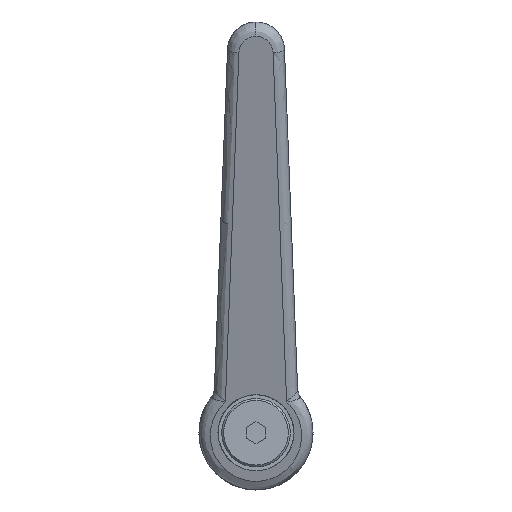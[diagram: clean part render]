
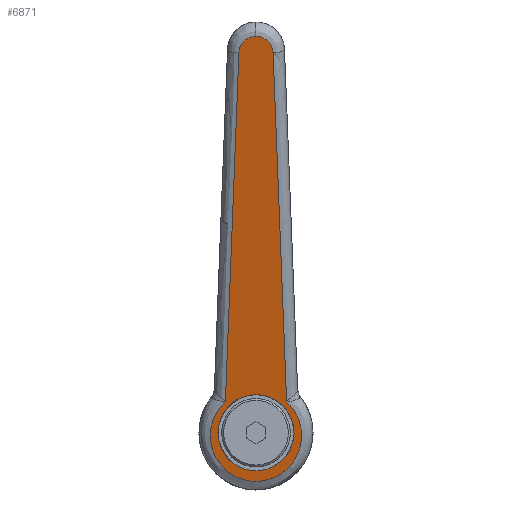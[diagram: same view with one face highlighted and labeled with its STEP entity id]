
A CAD part, top view. The second image highlights one B-rep face of the part: STEP entity #6871.
In plain terms, the highlighted free-form (B-spline) face has degree [1, 1] with [2, 2] control points.
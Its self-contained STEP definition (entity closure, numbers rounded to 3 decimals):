
#1842=CARTESIAN_POINT('',(-0.087,-10.,47.912));
#1843=VERTEX_POINT('',#1842);
#1849=CARTESIAN_POINT('',(10.,0.,50.618));
#1850=VERTEX_POINT('',#1849);
#1851=CARTESIAN_POINT('',(10.,0.,50.618));
#1852=CARTESIAN_POINT('',(10.,-10.,50.618));
#1853=CARTESIAN_POINT('',(0.,-10.0,47.935));
#1854=CARTESIAN_POINT('',(-0.044,-10.0,47.924));
#1855=CARTESIAN_POINT('',(-0.087,-10.,47.912));
#1863=(BOUNDED_CURVE()B_SPLINE_CURVE(2,(#1851,#1852,#1853,#1854,#1855),.UNSPECIFIED.,.F.,.U.)B_SPLINE_CURVE_WITH_KNOTS((3,2,3),(0.5,0.75,0.752),.UNSPECIFIED.)CURVE()GEOMETRIC_REPRESENTATION_ITEM()RATIONAL_B_SPLINE_CURVE((1.0,0.707,1.0,0.998,0.996))REPRESENTATION_ITEM(''));
#1864=EDGE_CURVE('',#1850,#1843,#1863,.T.);
#1866=CARTESIAN_POINT('',(-1.659,9.861,47.49));
#1867=VERTEX_POINT('',#1866);
#1868=CARTESIAN_POINT('',(-1.659,9.861,47.49));
#1869=CARTESIAN_POINT('',(-0.835,10.,47.711));
#1870=CARTESIAN_POINT('',(0.,10.0,47.935));
#1871=CARTESIAN_POINT('',(10.,10.,50.618));
#1872=CARTESIAN_POINT('',(10.,0.,50.618));
#1880=(BOUNDED_CURVE()B_SPLINE_CURVE(2,(#1868,#1869,#1870,#1871,#1872),.UNSPECIFIED.,.F.,.U.)B_SPLINE_CURVE_WITH_KNOTS((3,2,3),(0.221,0.25,0.5),.UNSPECIFIED.)CURVE()GEOMETRIC_REPRESENTATION_ITEM()RATIONAL_B_SPLINE_CURVE((0.941,0.967,1.0,0.707,1.0))REPRESENTATION_ITEM(''));
#1881=EDGE_CURVE('',#1867,#1850,#1880,.T.);
#1929=CARTESIAN_POINT('',(-10.,0.0,45.252));
#1930=VERTEX_POINT('',#1929);
#1931=CARTESIAN_POINT('',(-10.,0.0,45.252));
#1932=CARTESIAN_POINT('',(-10.,8.458,45.252));
#1933=CARTESIAN_POINT('',(-1.659,9.861,47.49));
#1941=(BOUNDED_CURVE()B_SPLINE_CURVE(2,(#1931,#1932,#1933),.UNSPECIFIED.,.F.,.U.)B_SPLINE_CURVE_WITH_KNOTS((3,3),(0.0,0.221),.UNSPECIFIED.)CURVE()GEOMETRIC_REPRESENTATION_ITEM()RATIONAL_B_SPLINE_CURVE((1.0,0.741,0.941))REPRESENTATION_ITEM(''));
#1942=EDGE_CURVE('',#1930,#1867,#1941,.T.);
#1944=CARTESIAN_POINT('',(-0.087,-10.,47.912));
#1945=CARTESIAN_POINT('',(-10.,-9.913,45.252));
#1946=CARTESIAN_POINT('',(-10.,0.0,45.252));
#1954=(BOUNDED_CURVE()B_SPLINE_CURVE(2,(#1944,#1945,#1946),.UNSPECIFIED.,.F.,.U.)B_SPLINE_CURVE_WITH_KNOTS((3,3),(0.752,1.0),.UNSPECIFIED.)CURVE()GEOMETRIC_REPRESENTATION_ITEM()RATIONAL_B_SPLINE_CURVE((0.996,0.709,1.0))REPRESENTATION_ITEM(''));
#1955=EDGE_CURVE('',#1843,#1930,#1954,.T.);
#4457=CARTESIAN_POINT('',(8.124,8.048,50.115));
#4458=VERTEX_POINT('',#4457);
#4989=CARTESIAN_POINT('',(8.124,-8.048,50.115));
#4990=VERTEX_POINT('',#4989);
#6458=CARTESIAN_POINT('',(8.124,8.048,50.115));
#6459=CARTESIAN_POINT('',(2.599,14.159,48.633));
#6460=CARTESIAN_POINT('',(-5.089,11.199,46.57));
#6461=CARTESIAN_POINT('',(-12.777,8.238,44.507));
#6462=CARTESIAN_POINT('',(-12.777,0.,44.507));
#6463=CARTESIAN_POINT('',(-12.777,-8.238,44.507));
#6464=CARTESIAN_POINT('',(-5.089,-11.199,46.57));
#6465=CARTESIAN_POINT('',(2.599,-14.159,48.633));
#6466=CARTESIAN_POINT('',(8.124,-8.048,50.115));
#6474=(BOUNDED_CURVE()B_SPLINE_CURVE(2,(#6458,#6459,#6460,#6461,#6462,#6463,#6464,#6465,#6466),.UNSPECIFIED.,.F.,.U.)B_SPLINE_CURVE_WITH_KNOTS((3,2,2,2,3),(0.0,0.25,0.5,0.75,1.0),.UNSPECIFIED.)CURVE()GEOMETRIC_REPRESENTATION_ITEM()RATIONAL_B_SPLINE_CURVE((1.0,0.824,1.0,0.824,1.0,0.824,1.0,0.824,1.0))REPRESENTATION_ITEM(''));
#6475=EDGE_CURVE('',#4458,#4990,#6474,.T.);
#6502=CARTESIAN_POINT('',(99.897,4.497,74.737));
#6503=VERTEX_POINT('',#6502);
#6504=CARTESIAN_POINT('',(99.897,4.497,74.737));
#6505=CARTESIAN_POINT('',(8.124,8.048,50.115));
#6506=QUASI_UNIFORM_CURVE('',1,(#6504,#6505),.UNSPECIFIED.,.F.,.U.);
#6507=EDGE_CURVE('',#6503,#4458,#6506,.T.);
#6541=CARTESIAN_POINT('',(99.897,-4.497,74.737));
#6542=VERTEX_POINT('',#6541);
#6543=CARTESIAN_POINT('',(8.124,-8.048,50.115));
#6544=CARTESIAN_POINT('',(99.897,-4.497,74.737));
#6545=QUASI_UNIFORM_CURVE('',1,(#6543,#6544),.UNSPECIFIED.,.F.,.U.);
#6546=EDGE_CURVE('',#4990,#6542,#6545,.T.);
#6618=CARTESIAN_POINT('',(104.223,0.,75.898));
#6619=VERTEX_POINT('',#6618);
#6651=CARTESIAN_POINT('',(104.223,0.,75.898));
#6652=CARTESIAN_POINT('',(104.223,4.329,75.898));
#6653=CARTESIAN_POINT('',(99.897,4.497,74.737));
#6661=(BOUNDED_CURVE()B_SPLINE_CURVE(2,(#6651,#6652,#6653),.UNSPECIFIED.,.F.,.U.)CURVE()GEOMETRIC_REPRESENTATION_ITEM()QUASI_UNIFORM_CURVE()RATIONAL_B_SPLINE_CURVE((1.0,0.721,1.0))REPRESENTATION_ITEM(''));
#6662=EDGE_CURVE('',#6619,#6503,#6661,.T.);
#6726=CARTESIAN_POINT('',(99.897,-4.497,74.737));
#6727=CARTESIAN_POINT('',(104.223,-4.329,75.898));
#6728=CARTESIAN_POINT('',(104.223,0.,75.898));
#6736=(BOUNDED_CURVE()B_SPLINE_CURVE(2,(#6726,#6727,#6728),.UNSPECIFIED.,.F.,.U.)CURVE()GEOMETRIC_REPRESENTATION_ITEM()QUASI_UNIFORM_CURVE()RATIONAL_B_SPLINE_CURVE((1.0,0.721,1.0))REPRESENTATION_ITEM(''));
#6737=EDGE_CURVE('',#6542,#6619,#6736,.T.);
#6853=CARTESIAN_POINT('',(-18.622,-13.189,42.939));
#6854=CARTESIAN_POINT('',(110.067,-13.189,77.465));
#6855=CARTESIAN_POINT('',(-18.622,13.189,42.939));
#6856=CARTESIAN_POINT('',(110.067,13.189,77.465));
#6857=B_SPLINE_SURFACE_WITH_KNOTS('',1,1,((#6853,#6855),(#6854,#6856)),.UNSPECIFIED.,.F.,.F.,.U.,(2,2),(2,2),(0.0,133.239),(0.0,26.378),.UNSPECIFIED.);
#6858=ORIENTED_EDGE('',*,*,#6507,.T.);
#6859=ORIENTED_EDGE('',*,*,#6475,.T.);
#6860=ORIENTED_EDGE('',*,*,#6546,.T.);
#6861=ORIENTED_EDGE('',*,*,#6737,.T.);
#6862=ORIENTED_EDGE('',*,*,#6662,.T.);
#6863=EDGE_LOOP('',(#6858,#6859,#6860,#6861,#6862));
#6864=FACE_OUTER_BOUND('',#6863,.T.);
#6865=ORIENTED_EDGE('',*,*,#1864,.T.);
#6866=ORIENTED_EDGE('',*,*,#1955,.T.);
#6867=ORIENTED_EDGE('',*,*,#1942,.T.);
#6868=ORIENTED_EDGE('',*,*,#1881,.T.);
#6869=EDGE_LOOP('',(#6865,#6866,#6867,#6868));
#6870=FACE_BOUND('',#6869,.T.);
#6871=ADVANCED_FACE('',(#6864,#6870),#6857,.T.);
